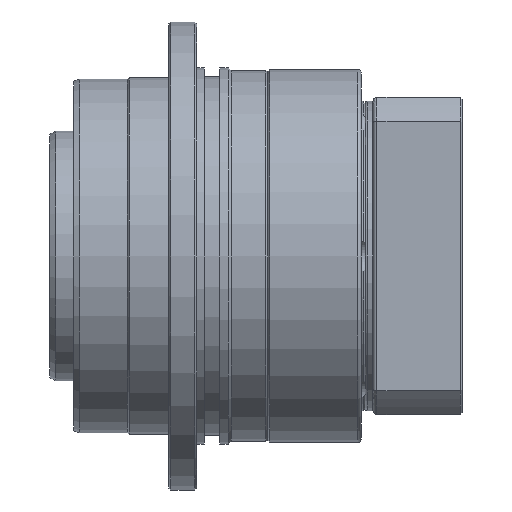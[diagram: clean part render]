
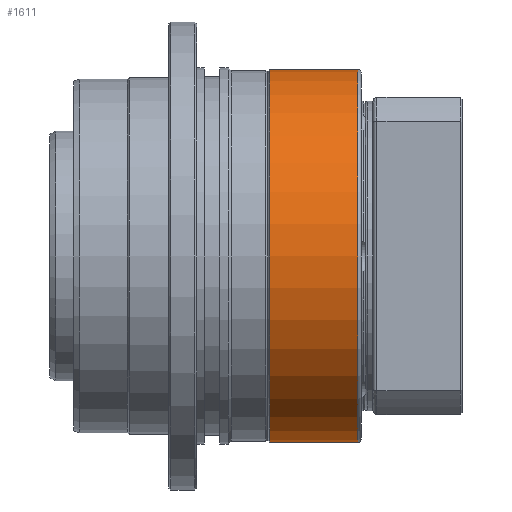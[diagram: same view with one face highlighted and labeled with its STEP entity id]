
A CAD part, front view. The second image highlights one B-rep face of the part: STEP entity #1611.
In plain terms, the highlighted cylindrical face has radius 47 mm (diameter 94 mm), a partial arc.
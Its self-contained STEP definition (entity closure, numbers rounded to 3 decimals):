
#716 = DIRECTION ( 'NONE',  ( 0., 0., -1. ) ) ;
#1611 = ADVANCED_FACE ( 'NONE', ( #11790 ), #5310, .T. ) ;
#2066 = VERTEX_POINT ( 'NONE', #14260 ) ;
#2182 = DIRECTION ( 'NONE',  ( 1., 0., 0. ) ) ;
#3046 = AXIS2_PLACEMENT_3D ( 'NONE', #10374, #3150, #9022 ) ;
#3150 = DIRECTION ( 'NONE',  ( 1., 0., 0. ) ) ;
#3920 = CARTESIAN_POINT ( 'NONE',  ( 22.7, 0., -47. ) ) ;
#4089 = DIRECTION ( 'NONE',  ( 1., 0., 0. ) ) ;
#4562 = CIRCLE ( 'NONE', #16300, 47. ) ;
#5310 = CYLINDRICAL_SURFACE ( 'NONE', #12394, 47. ) ;
#6334 = EDGE_CURVE ( 'NONE', #9818, #11106, #16698, .T. ) ;
#7567 = EDGE_CURVE ( 'NONE', #2066, #9818, #14233, .T. ) ;
#7999 = CARTESIAN_POINT ( 'NONE',  ( 22.7, 0., 0. ) ) ;
#8196 = ORIENTED_EDGE ( 'NONE', *, *, #13848, .F. ) ;
#8459 = DIRECTION ( 'NONE',  ( 0., 0., -1. ) ) ;
#9022 = DIRECTION ( 'NONE',  ( 0., 0., -1. ) ) ;
#9249 = EDGE_CURVE ( 'NONE', #2066, #10260, #14181, .T. ) ;
#9405 = EDGE_LOOP ( 'NONE', ( #11496, #16968, #11391, #8196 ) ) ;
#9818 = VERTEX_POINT ( 'NONE', #16291 ) ;
#9992 = CARTESIAN_POINT ( 'NONE',  ( 22.7, 0., 47. ) ) ;
#10037 = CARTESIAN_POINT ( 'NONE',  ( 24.5, 0., -47. ) ) ;
#10260 = VERTEX_POINT ( 'NONE', #9992 ) ;
#10374 = CARTESIAN_POINT ( 'NONE',  ( 0.5, 0., 0. ) ) ;
#11106 = VERTEX_POINT ( 'NONE', #3920 ) ;
#11391 = ORIENTED_EDGE ( 'NONE', *, *, #6334, .T. ) ;
#11409 = DIRECTION ( 'NONE',  ( 1., 0., 0. ) ) ;
#11471 = CARTESIAN_POINT ( 'NONE',  ( 24.5, 0., 47. ) ) ;
#11496 = ORIENTED_EDGE ( 'NONE', *, *, #9249, .F. ) ;
#11790 = FACE_OUTER_BOUND ( 'NONE', #9405, .T. ) ;
#12394 = AXIS2_PLACEMENT_3D ( 'NONE', #14363, #18736, #8459 ) ;
#13848 = EDGE_CURVE ( 'NONE', #10260, #11106, #4562, .T. ) ;
#14181 = LINE ( 'NONE', #11471, #16025 ) ;
#14233 = CIRCLE ( 'NONE', #3046, 47. ) ;
#14260 = CARTESIAN_POINT ( 'NONE',  ( 0.5, 0., 47. ) ) ;
#14363 = CARTESIAN_POINT ( 'NONE',  ( 24.5, 0., 0. ) ) ;
#15559 = VECTOR ( 'NONE', #11409, 1000. ) ;
#16025 = VECTOR ( 'NONE', #4089, 1000. ) ;
#16291 = CARTESIAN_POINT ( 'NONE',  ( 0.5, 0., -47. ) ) ;
#16300 = AXIS2_PLACEMENT_3D ( 'NONE', #7999, #2182, #716 ) ;
#16698 = LINE ( 'NONE', #10037, #15559 ) ;
#16968 = ORIENTED_EDGE ( 'NONE', *, *, #7567, .T. ) ;
#18736 = DIRECTION ( 'NONE',  ( 1., 0., 0. ) ) ;
